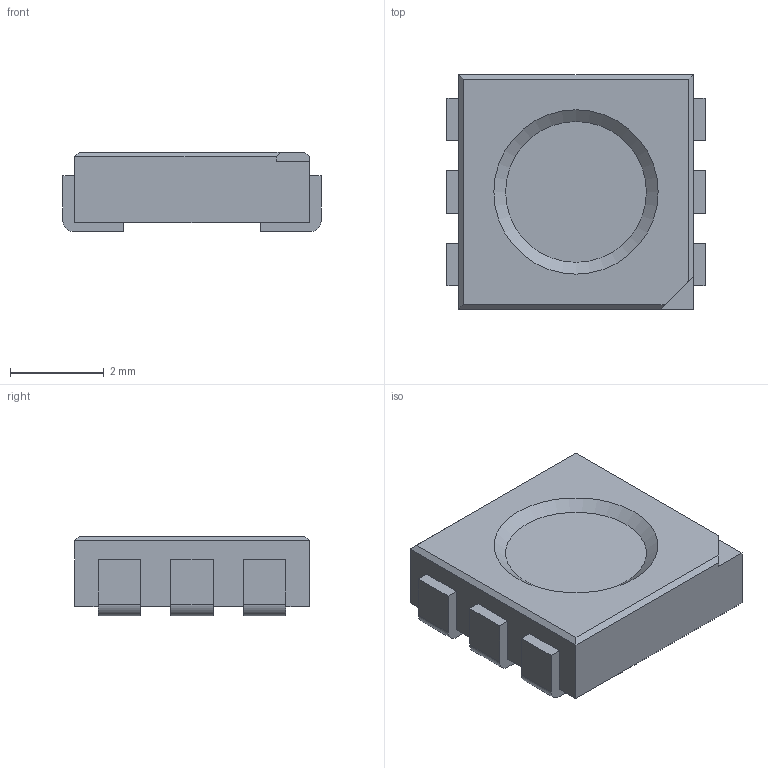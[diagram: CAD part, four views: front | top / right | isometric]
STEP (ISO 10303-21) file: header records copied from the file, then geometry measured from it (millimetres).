
FILE_DESCRIPTION(('FreeCAD Model'),'2;1');
FILE_NAME('WERUV01-CM.step', '2019-08-18T02:09:14',('Author'),(''), 'Open CASCADE STEP processor 6.8','FreeCAD','Unknown');
FILE_SCHEMA(('AUTOMOTIVE_DESIGN_CC2 { 1 2 10303 214 -1 1 5 4 }'));
Length unit declared in the file: millimetre
Products named in the file (1): WERUV01-CM
Bounding box: 5.5 x 5 x 1.7 mm (x, y, z)
Volume: 38.4 mm3; surface area: 89.8 mm2
Topology: 1 solids, 1 shells, 56 faces, 156 edges, 103 vertices
Faces by surface type: plane 49, cylinder 6, cone 1
Entity records: 2175 total; most frequent: CARTESIAN_POINT 316, ORIENTED_EDGE 312, DIRECTION 284, EDGE_CURVE 156, LINE 142, VECTOR 142, VERTEX_POINT 103, AXIS2_PLACEMENT_3D 71
